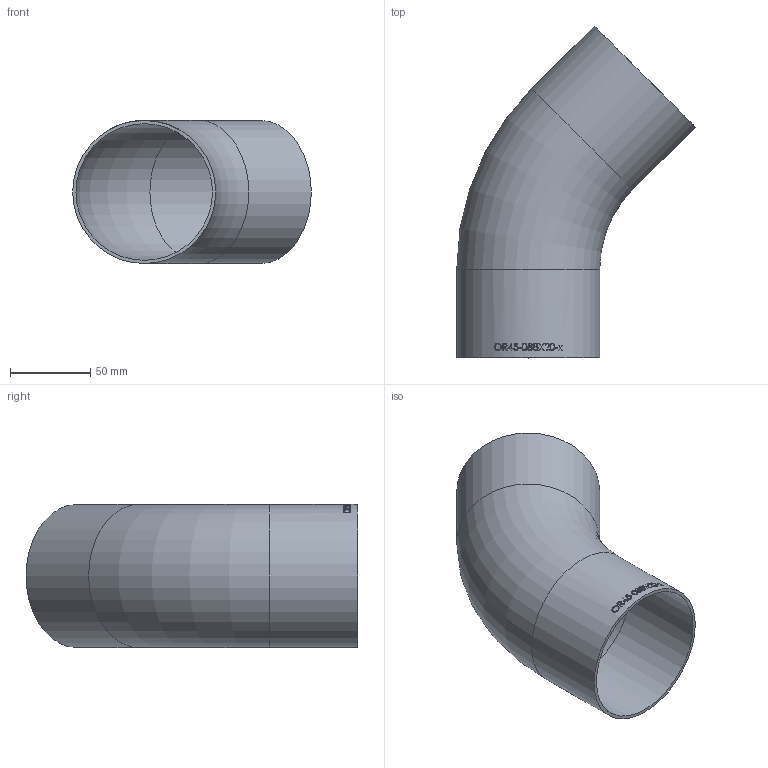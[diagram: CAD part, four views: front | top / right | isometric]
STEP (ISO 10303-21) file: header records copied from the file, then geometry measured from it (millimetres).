
FILE_DESCRIPTION (( 'STEP AP214' ), '1' );
FILE_NAME ('OR45-088X20-x Bogen orbital 45° ISO 2008.STEP', '2020-08-19T10:55:52', ( '' ), ( '' ), 'SwSTEP 2.0', 'SolidWorks 2019', '' );
FILE_SCHEMA (( 'AUTOMOTIVE_DESIGN' ));
Length unit declared in the file: millimetre
Products named in the file (1): OR45-088X20-x Bogen orbital 45° ISO 2008
Bounding box: 148.31 x 206.29 x 88.9 mm (x, y, z)
Volume: 109195.9 mm3; surface area: 110256.8 mm2
Topology: 1 solids, 1 shells, 31 faces, 169 edges, 161 vertices
Faces by surface type: cylinder 27, torus 2, plane 2
Full cylindrical faces by diameter (mm): 84.9 x2, 88.9 x2
Entity records: 4694 total; most frequent: CARTESIAN_POINT 3326, ORIENTED_EDGE 310, VERTEX_POINT 155, EDGE_CURVE 155, DIRECTION 150, B_SPLINE_CURVE_WITH_KNOTS 104, AXIS2_PLACEMENT_3D 68, EDGE_LOOP 60
